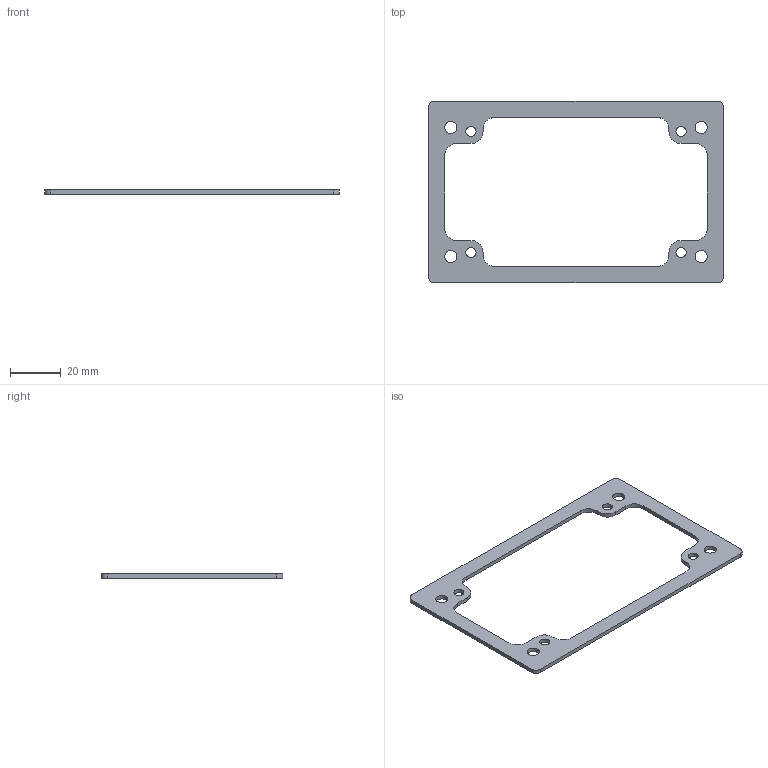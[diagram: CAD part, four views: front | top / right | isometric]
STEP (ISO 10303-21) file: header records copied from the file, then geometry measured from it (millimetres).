
FILE_DESCRIPTION(/* description */ ('FSRG GASKET'),/* implementation_level */ '2;1');
FILE_NAME(/* name */ 'KIL_FSRG.stp',/* time_stamp */ '2020-11-10T20:11:23+06:00',/* author */ ('kr'),/* organization */ (''),/* preprocessor_version */ 'ST-DEVELOPER v18',/* originating_system */ 'Autodesk Inventor 2020',/* authorisation */ '');
FILE_SCHEMA (('AUTOMOTIVE_DESIGN { 1 0 10303 214 3 1 1 }'));
Length unit declared in the file: inch
Products named in the file (1): 0301350B
Bounding box: 115.89 x 71.44 x 1.59 mm (x, y, z)
Volume: 4340.4 mm3; surface area: 6705.8 mm2
Topology: 1 solids, 1 shells, 42 faces, 128 edges, 88 vertices
Faces by surface type: cylinder 24, plane 18
Full cylindrical faces by diameter (mm): 3.969 x4, 4.762 x4
Entity records: 1551 total; most frequent: DIRECTION 270, CARTESIAN_POINT 259, ORIENTED_EDGE 256, EDGE_CURVE 128, AXIS2_PLACEMENT_3D 99, VERTEX_POINT 88, LINE 72, VECTOR 72
